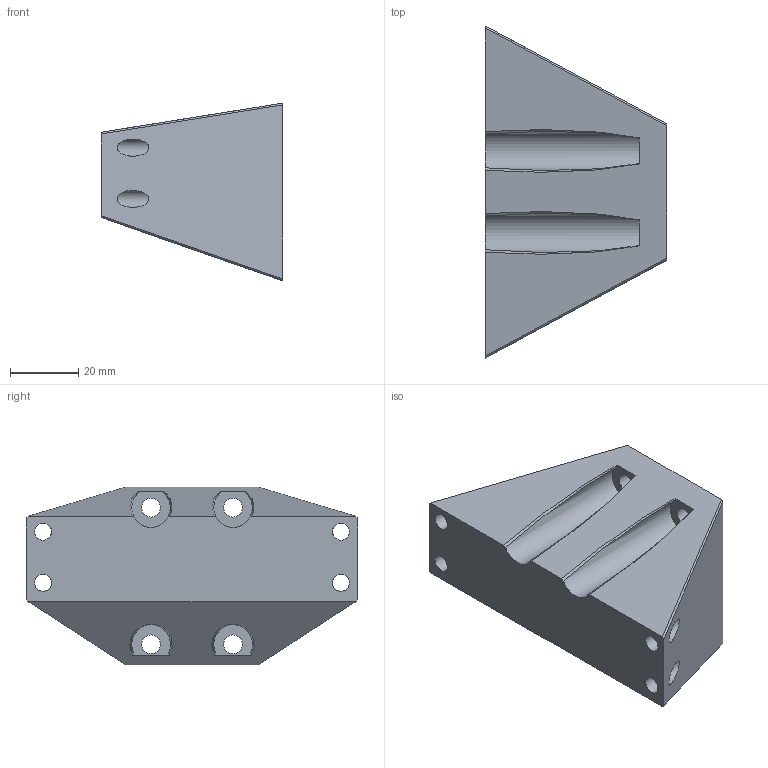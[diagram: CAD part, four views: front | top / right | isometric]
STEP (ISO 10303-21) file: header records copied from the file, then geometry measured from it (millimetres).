
FILE_DESCRIPTION(/* description */ (''),/* implementation_level */ '2;1');
FILE_NAME(/* name */ 'Kreuzplattenadapter.step',/* time_stamp */ '2023-07-24T08:47:08+02:00',/* author */ (''),/* organization */ (''),/* preprocessor_version */ 'ST-DEVELOPER v19.2',/* originating_system */ 'Autodesk Translation Framework v12.6.0.85',/* authorisation */ '');
FILE_SCHEMA (('AUTOMOTIVE_DESIGN { 1 0 10303 214 3 1 1 }'));
Length unit declared in the file: millimetre
Products named in the file (1): Y-Achsen Motorhalter
Bounding box: 53 x 97.15 x 52 mm (x, y, z)
Volume: 123820.1 mm3; surface area: 18663.4 mm2
Topology: 1 solids, 1 shells, 32 faces, 84 edges, 56 vertices
Faces by surface type: plane 14, cylinder 12, bspline 6
Full cylindrical faces by diameter (mm): 5 x4, 5.5 x4
Entity records: 1358 total; most frequent: CARTESIAN_POINT 553, ORIENTED_EDGE 168, DIRECTION 136, EDGE_CURVE 84, VERTEX_POINT 56, EDGE_LOOP 50, AXIS2_PLACEMENT_3D 49, LINE 38
